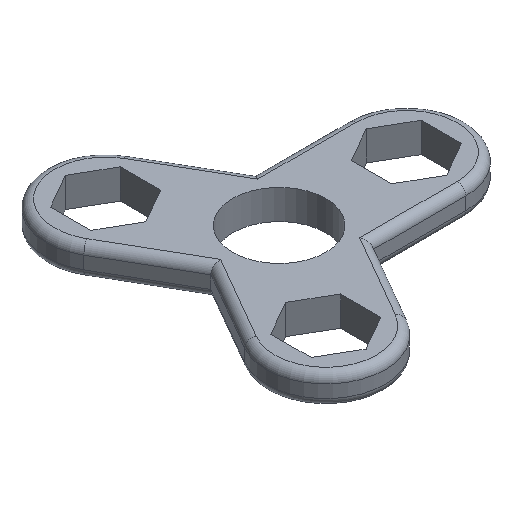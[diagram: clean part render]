
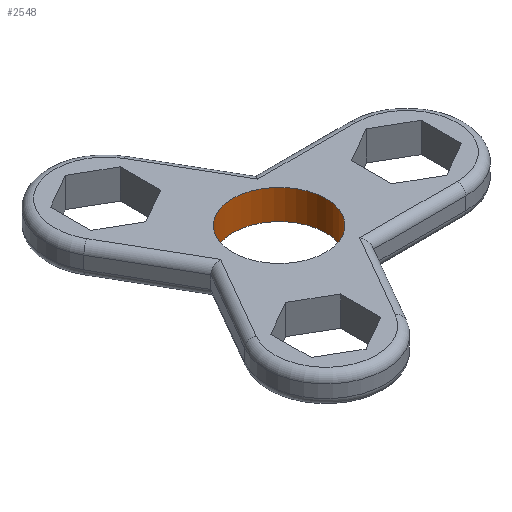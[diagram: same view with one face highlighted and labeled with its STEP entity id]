
A CAD part, isometric view. The second image highlights one B-rep face of the part: STEP entity #2548.
In plain terms, the highlighted cylindrical face has radius 11 mm (diameter 22 mm), a full revolution.
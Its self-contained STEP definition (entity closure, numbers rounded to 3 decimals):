
#305 = PLANE('',#306);
#306 = AXIS2_PLACEMENT_3D('',#307,#308,#309);
#307 = CARTESIAN_POINT('',(-2.876,32.981,0.));
#308 = DIRECTION('',(0.,0.,-1.));
#309 = DIRECTION('',(-1.,0.,0.));
#389 = PLANE('',#390);
#390 = AXIS2_PLACEMENT_3D('',#391,#392,#393);
#391 = CARTESIAN_POINT('',(-2.876,32.981,7.));
#392 = DIRECTION('',(0.,0.,-1.));
#393 = DIRECTION('',(-1.,0.,0.));
#884 = EDGE_CURVE('',#885,#885,#887,.T.);
#885 = VERTEX_POINT('',#886);
#886 = CARTESIAN_POINT('',(11.,0.,0.));
#887 = SURFACE_CURVE('',#888,(#893,#904),.PCURVE_S1.);
#888 = CIRCLE('',#889,11.);
#889 = AXIS2_PLACEMENT_3D('',#890,#891,#892);
#890 = CARTESIAN_POINT('',(0.,0.,0.));
#891 = DIRECTION('',(0.,0.,1.));
#892 = DIRECTION('',(1.,0.,0.));
#893 = PCURVE('',#305,#894);
#894 = DEFINITIONAL_REPRESENTATION('',(#895),#903);
#895 = ( BOUNDED_CURVE() B_SPLINE_CURVE(2,(#896,#897,#898,#899,#900,#901
,#902),.UNSPECIFIED.,.T.,.F.) B_SPLINE_CURVE_WITH_KNOTS((1,2,2,2,2,1),(
    -2.094,0.,2.094,4.189,6.283,
8.378),.UNSPECIFIED.) CURVE() GEOMETRIC_REPRESENTATION_ITEM() 
RATIONAL_B_SPLINE_CURVE((1.,0.5,1.,0.5,1.,0.5,1.)) REPRESENTATION_ITEM(
  '') );
#896 = CARTESIAN_POINT('',(-13.876,-32.981));
#897 = CARTESIAN_POINT('',(-13.876,-13.928));
#898 = CARTESIAN_POINT('',(2.624,-23.454));
#899 = CARTESIAN_POINT('',(19.124,-32.981));
#900 = CARTESIAN_POINT('',(2.624,-42.507));
#901 = CARTESIAN_POINT('',(-13.876,-52.033));
#902 = CARTESIAN_POINT('',(-13.876,-32.981));
#903 = ( GEOMETRIC_REPRESENTATION_CONTEXT(2) 
PARAMETRIC_REPRESENTATION_CONTEXT() REPRESENTATION_CONTEXT('2D SPACE',''
  ) );
#904 = PCURVE('',#905,#910);
#905 = CYLINDRICAL_SURFACE('',#906,11.);
#906 = AXIS2_PLACEMENT_3D('',#907,#908,#909);
#907 = CARTESIAN_POINT('',(0.,0.,0.));
#908 = DIRECTION('',(-0.,-0.,-1.));
#909 = DIRECTION('',(1.,0.,0.));
#910 = DEFINITIONAL_REPRESENTATION('',(#911),#915);
#911 = LINE('',#912,#913);
#912 = CARTESIAN_POINT('',(-0.,0.));
#913 = VECTOR('',#914,1.);
#914 = DIRECTION('',(-1.,0.));
#915 = ( GEOMETRIC_REPRESENTATION_CONTEXT(2) 
PARAMETRIC_REPRESENTATION_CONTEXT() REPRESENTATION_CONTEXT('2D SPACE',''
  ) );
#1660 = EDGE_CURVE('',#1661,#1661,#1663,.T.);
#1661 = VERTEX_POINT('',#1662);
#1662 = CARTESIAN_POINT('',(11.,0.,7.));
#1663 = SURFACE_CURVE('',#1664,(#1669,#1680),.PCURVE_S1.);
#1664 = CIRCLE('',#1665,11.);
#1665 = AXIS2_PLACEMENT_3D('',#1666,#1667,#1668);
#1666 = CARTESIAN_POINT('',(0.,0.,7.));
#1667 = DIRECTION('',(0.,0.,1.));
#1668 = DIRECTION('',(1.,0.,0.));
#1669 = PCURVE('',#389,#1670);
#1670 = DEFINITIONAL_REPRESENTATION('',(#1671),#1679);
#1671 = ( BOUNDED_CURVE() B_SPLINE_CURVE(2,(#1672,#1673,#1674,#1675,
#1676,#1677,#1678),.UNSPECIFIED.,.T.,.F.) B_SPLINE_CURVE_WITH_KNOTS((1,2
    ,2,2,2,1),(-2.094,0.,2.094,4.189,
6.283,8.378),.UNSPECIFIED.) CURVE() 
GEOMETRIC_REPRESENTATION_ITEM() RATIONAL_B_SPLINE_CURVE((1.,0.5,1.,0.5,
1.,0.5,1.)) REPRESENTATION_ITEM('') );
#1672 = CARTESIAN_POINT('',(-13.876,-32.981));
#1673 = CARTESIAN_POINT('',(-13.876,-13.928));
#1674 = CARTESIAN_POINT('',(2.624,-23.454));
#1675 = CARTESIAN_POINT('',(19.124,-32.981));
#1676 = CARTESIAN_POINT('',(2.624,-42.507));
#1677 = CARTESIAN_POINT('',(-13.876,-52.033));
#1678 = CARTESIAN_POINT('',(-13.876,-32.981));
#1679 = ( GEOMETRIC_REPRESENTATION_CONTEXT(2) 
PARAMETRIC_REPRESENTATION_CONTEXT() REPRESENTATION_CONTEXT('2D SPACE',''
  ) );
#1680 = PCURVE('',#905,#1681);
#1681 = DEFINITIONAL_REPRESENTATION('',(#1682),#1686);
#1682 = LINE('',#1683,#1684);
#1683 = CARTESIAN_POINT('',(-0.,-7.));
#1684 = VECTOR('',#1685,1.);
#1685 = DIRECTION('',(-1.,0.));
#1686 = ( GEOMETRIC_REPRESENTATION_CONTEXT(2) 
PARAMETRIC_REPRESENTATION_CONTEXT() REPRESENTATION_CONTEXT('2D SPACE',''
  ) );
#2548 = ADVANCED_FACE('',(#2549),#905,.F.);
#2549 = FACE_BOUND('',#2550,.T.);
#2550 = EDGE_LOOP('',(#2551,#2572,#2573,#2574));
#2551 = ORIENTED_EDGE('',*,*,#2552,.T.);
#2552 = EDGE_CURVE('',#885,#1661,#2553,.T.);
#2553 = SEAM_CURVE('',#2554,(#2558,#2565),.PCURVE_S1.);
#2554 = LINE('',#2555,#2556);
#2555 = CARTESIAN_POINT('',(11.,0.,0.));
#2556 = VECTOR('',#2557,1.);
#2557 = DIRECTION('',(0.,0.,1.));
#2558 = PCURVE('',#905,#2559);
#2559 = DEFINITIONAL_REPRESENTATION('',(#2560),#2564);
#2560 = LINE('',#2561,#2562);
#2561 = CARTESIAN_POINT('',(-0.,0.));
#2562 = VECTOR('',#2563,1.);
#2563 = DIRECTION('',(-0.,-1.));
#2564 = ( GEOMETRIC_REPRESENTATION_CONTEXT(2) 
PARAMETRIC_REPRESENTATION_CONTEXT() REPRESENTATION_CONTEXT('2D SPACE',''
  ) );
#2565 = PCURVE('',#905,#2566);
#2566 = DEFINITIONAL_REPRESENTATION('',(#2567),#2571);
#2567 = LINE('',#2568,#2569);
#2568 = CARTESIAN_POINT('',(-6.283,0.));
#2569 = VECTOR('',#2570,1.);
#2570 = DIRECTION('',(-0.,-1.));
#2571 = ( GEOMETRIC_REPRESENTATION_CONTEXT(2) 
PARAMETRIC_REPRESENTATION_CONTEXT() REPRESENTATION_CONTEXT('2D SPACE',''
  ) );
#2572 = ORIENTED_EDGE('',*,*,#1660,.T.);
#2573 = ORIENTED_EDGE('',*,*,#2552,.F.);
#2574 = ORIENTED_EDGE('',*,*,#884,.F.);
